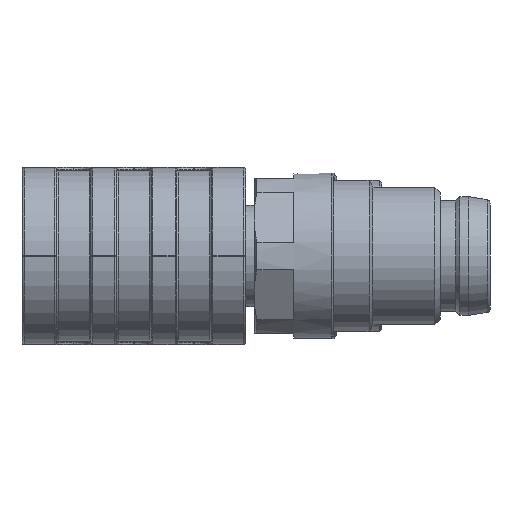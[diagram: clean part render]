
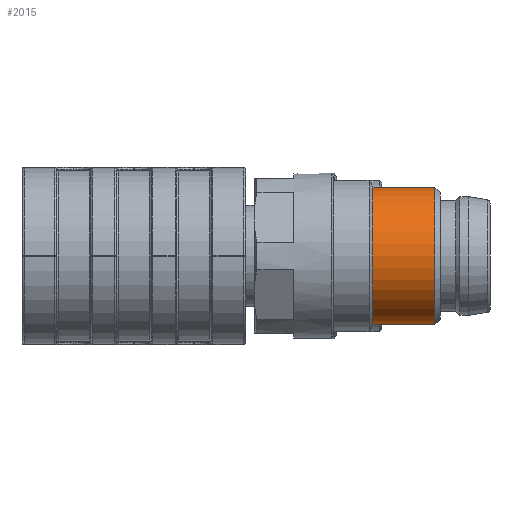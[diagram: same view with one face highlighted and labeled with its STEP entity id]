
A CAD part, left-side view. The second image highlights one B-rep face of the part: STEP entity #2015.
In plain terms, the highlighted cylindrical face has radius 4 mm (diameter 8 mm), a full revolution.
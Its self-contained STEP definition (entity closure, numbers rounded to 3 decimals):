
#2015=ADVANCED_FACE('',(#2627,#2628),#2405,.T.);
#2405=CYLINDRICAL_SURFACE('',#8840,4.);
#2627=FACE_BOUND('',#3015,.T.);
#2628=FACE_BOUND('',#3016,.T.);
#3015=EDGE_LOOP('',(#4434));
#3016=EDGE_LOOP('',(#4435));
#4434=ORIENTED_EDGE('',*,*,#6988,.F.);
#4435=ORIENTED_EDGE('',*,*,#7016,.T.);
#6053=VERTEX_POINT('',#13697);
#6081=VERTEX_POINT('',#13756);
#6988=EDGE_CURVE('',#6053,#6053,#7935,.T.);
#7016=EDGE_CURVE('',#6081,#6081,#7951,.T.);
#7935=CIRCLE('',#8819,4.);
#7951=CIRCLE('',#8838,4.);
#8819=AXIS2_PLACEMENT_3D('',#13696,#10703,#10704);
#8838=AXIS2_PLACEMENT_3D('',#13755,#10753,#10754);
#8840=AXIS2_PLACEMENT_3D('',#13758,#10757,#10758);
#10703=DIRECTION('',(0.,1.,0.));
#10704=DIRECTION('',(1.,0.,0.));
#10753=DIRECTION('',(0.,1.,0.));
#10754=DIRECTION('',(1.,0.,0.));
#10757=DIRECTION('',(0.,1.,0.));
#10758=DIRECTION('',(1.,0.,0.));
#13696=CARTESIAN_POINT('',(-168.079,-157.716,69.771));
#13697=CARTESIAN_POINT('',(-164.079,-157.716,69.771));
#13755=CARTESIAN_POINT('',(-168.079,-161.316,69.771));
#13756=CARTESIAN_POINT('',(-164.079,-161.316,69.771));
#13758=CARTESIAN_POINT('',(-168.079,-151.116,69.771));
